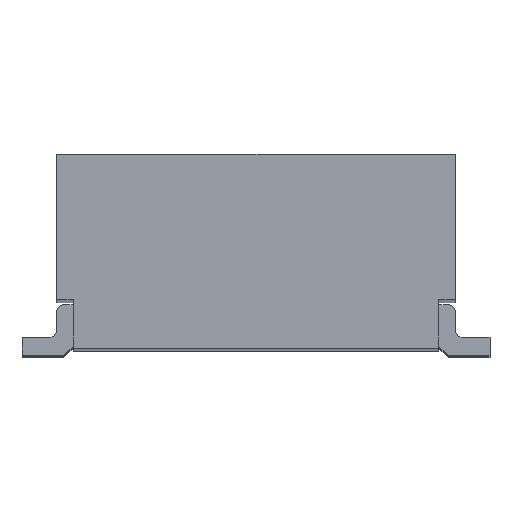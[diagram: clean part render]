
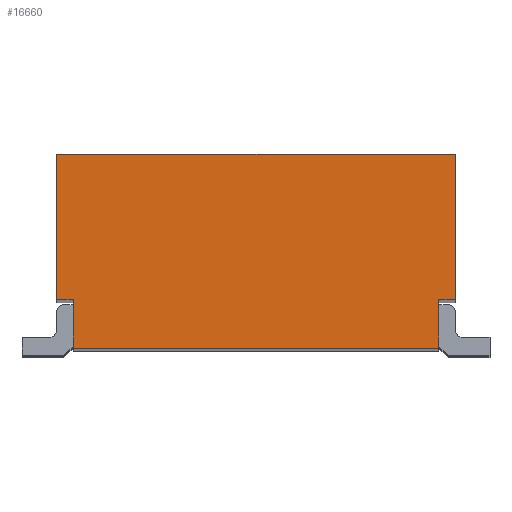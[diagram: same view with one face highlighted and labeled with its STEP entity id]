
A CAD part, top view. The second image highlights one B-rep face of the part: STEP entity #16660.
In plain terms, the highlighted planar face has unit normal (0, 0, 1).
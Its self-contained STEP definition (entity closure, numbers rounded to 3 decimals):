
#15950=CARTESIAN_POINT('',(0.,0.7,5.185
));
#15960=DIRECTION('',(0.,0.,1.));
#15970=DIRECTION('',(-1.,0.,0.));
#15980=AXIS2_PLACEMENT_3D('',#15950,#15960,#15970);
#15990=PLANE('',#15980);
#16000=CARTESIAN_POINT('',(1.32,0.,5.185));
#16010=DIRECTION('',(0.,1.,0.));
#16020=VECTOR('',#16010,1.);
#16030=LINE('',#16000,#16020);
#16040=CARTESIAN_POINT('',(1.32,0.,5.185));
#16050=VERTEX_POINT('',#16040);
#16060=CARTESIAN_POINT('',(1.32,0.35,5.185));
#16070=VERTEX_POINT('',#16060);
#16080=EDGE_CURVE('',#16050,#16070,#16030,.T.);
#16090=ORIENTED_EDGE('',*,*,#16080,.T.);
#16100=CARTESIAN_POINT('',(0.,0.,
5.185));
#16110=DIRECTION('',(-1.,0.,0.));
#16120=VECTOR('',#16110,1.);
#16130=LINE('',#16100,#16120);
#16140=CARTESIAN_POINT('',(-1.32,0.,5.185));
#16150=VERTEX_POINT('',#16140);
#16160=EDGE_CURVE('',#16050,#16150,#16130,.T.);
#16170=ORIENTED_EDGE('',*,*,#16160,.F.);
#16180=CARTESIAN_POINT('',(-1.32,0.,5.185));
#16190=DIRECTION('',(0.,1.,0.));
#16200=VECTOR('',#16190,1.);
#16210=LINE('',#16180,#16200);
#16220=CARTESIAN_POINT('',(-1.32,0.35,5.185));
#16230=VERTEX_POINT('',#16220);
#16240=EDGE_CURVE('',#16150,#16230,#16210,.T.);
#16250=ORIENTED_EDGE('',*,*,#16240,.F.);
#16260=CARTESIAN_POINT('',(0.,0.35,5.185))
;
#16270=DIRECTION('',(-1.,0.,0.));
#16280=VECTOR('',#16270,1.);
#16290=LINE('',#16260,#16280);
#16300=CARTESIAN_POINT('',(-1.44,0.35,5.185));
#16310=VERTEX_POINT('',#16300);
#16320=EDGE_CURVE('',#16230,#16310,#16290,.T.);
#16330=ORIENTED_EDGE('',*,*,#16320,.F.);
#16340=CARTESIAN_POINT('',(-1.44,0.,5.185));
#16350=DIRECTION('',(0.,1.,0.));
#16360=VECTOR('',#16350,1.);
#16370=LINE('',#16340,#16360);
#16380=CARTESIAN_POINT('',(-1.44,1.4,5.185));
#16390=VERTEX_POINT('',#16380);
#16400=EDGE_CURVE('',#16310,#16390,#16370,.T.);
#16410=ORIENTED_EDGE('',*,*,#16400,.F.);
#16420=CARTESIAN_POINT('',(0.,1.4,5.185));
#16430=DIRECTION('',(-1.,0.,0.));
#16440=VECTOR('',#16430,1.);
#16450=LINE('',#16420,#16440);
#16460=CARTESIAN_POINT('',(1.44,1.4,5.185));
#16470=VERTEX_POINT('',#16460);
#16480=EDGE_CURVE('',#16470,#16390,#16450,.T.);
#16490=ORIENTED_EDGE('',*,*,#16480,.T.);
#16500=CARTESIAN_POINT('',(1.44,0.,5.185));
#16510=DIRECTION('',(0.,1.,0.));
#16520=VECTOR('',#16510,1.);
#16530=LINE('',#16500,#16520);
#16540=CARTESIAN_POINT('',(1.44,0.35,5.185));
#16550=VERTEX_POINT('',#16540);
#16560=EDGE_CURVE('',#16550,#16470,#16530,.T.);
#16570=ORIENTED_EDGE('',*,*,#16560,.T.);
#16580=CARTESIAN_POINT('',(0.,0.35,5.185));
#16590=DIRECTION('',(1.,0.,0.));
#16600=VECTOR('',#16590,1.);
#16610=LINE('',#16580,#16600);
#16620=EDGE_CURVE('',#16070,#16550,#16610,.T.);
#16630=ORIENTED_EDGE('',*,*,#16620,.T.);
#16640=EDGE_LOOP('',(#16630,#16570,#16490,#16410,#16330,#16250,#16170,
#16090));
#16650=FACE_OUTER_BOUND('',#16640,.T.);
#16660=ADVANCED_FACE('',(#16650),#15990,.T.);
